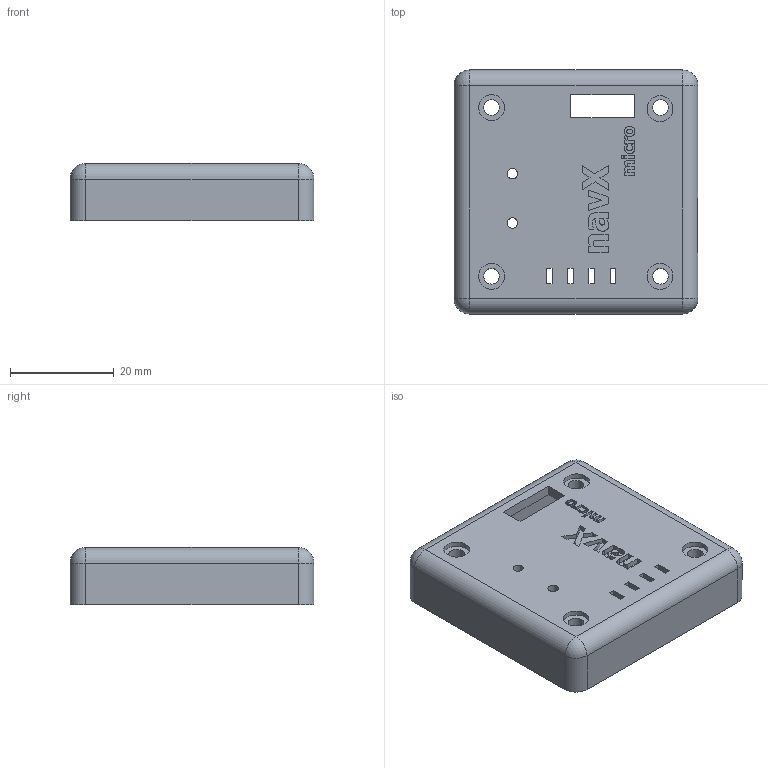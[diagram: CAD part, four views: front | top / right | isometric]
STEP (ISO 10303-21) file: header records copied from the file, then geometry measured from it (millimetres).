
FILE_DESCRIPTION(/* description */ (''),/* implementation_level */ '2;1');
FILE_NAME(/* name */ 'MyNavX_Micro_Cover.stp',/* time_stamp */ '2016-12-22T10:14:11-06:00',/* author */ ('Applegate'),/* organization */ (''),/* preprocessor_version */ 'ST-DEVELOPER v16.1',/* originating_system */ 'Autodesk Inventor 2016',/* authorisation */ '');
FILE_SCHEMA (('AUTOMOTIVE_DESIGN { 1 0 10303 214 3 1 1 }'));
Length unit declared in the file: millimetre
Products named in the file (1): MyNavX_Mini_Cover
Bounding box: 47 x 47 x 11 mm (x, y, z)
Volume: 6577.9 mm3; surface area: 8373.3 mm2
Topology: 1 solids, 1 shells, 218 faces, 578 edges, 382 vertices
Faces by surface type: plane 125, bspline 59, cylinder 30, sphere 4
Full cylindrical faces by diameter (mm): 2 x2, 3 x4, 5 x4, 6 x4
Entity records: 7191 total; most frequent: CARTESIAN_POINT 2104, ORIENTED_EDGE 1124, DIRECTION 826, EDGE_CURVE 562, LINE 382, VECTOR 382, VERTEX_POINT 380, EDGE_LOOP 274
